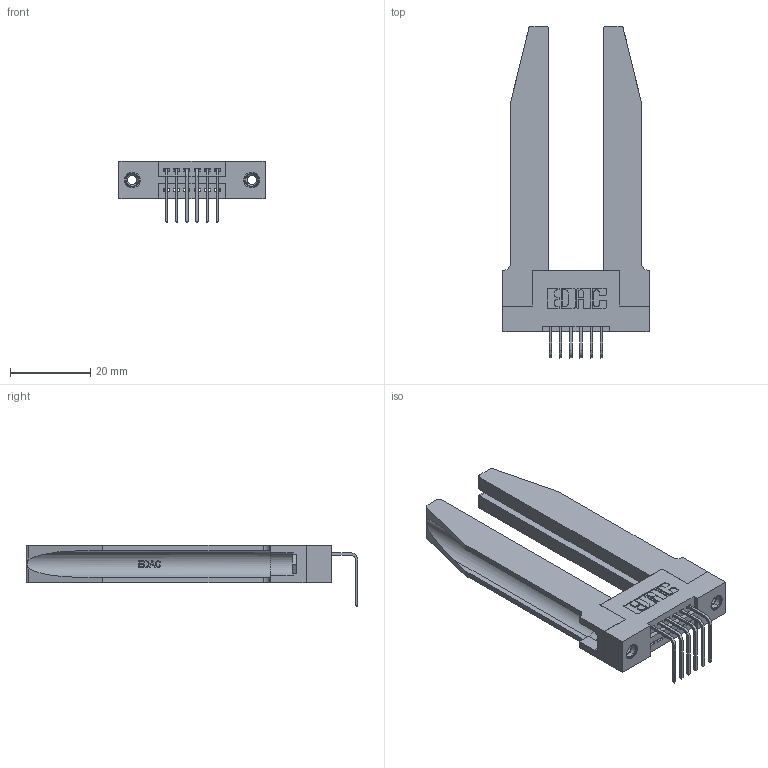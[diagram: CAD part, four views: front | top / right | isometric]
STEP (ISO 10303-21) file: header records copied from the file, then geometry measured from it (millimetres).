
FILE_DESCRIPTION (( 'STEP AP203' ), '1' );
FILE_NAME ('345-006-558-178.STEP', '2019-10-10T10:51:30', ( '' ), ( '' ), 'SwSTEP 2.0', 'SolidWorks 2016', '' );
FILE_SCHEMA (( 'CONFIG_CONTROL_DESIGN' ));
Length unit declared in the file: inch
Products named in the file (5): 345 Part_Flush Mounting Lugs - 0.156 Dia-TH; 345-292-001_558 Tail - 2; 345-250-001_345-250-001-102; 345-220-078_345-220-078; 345-006-558-178
Assembly tree (11 placements, depth 2):
  345-006-558-178
    345 Part_Flush Mounting Lugs - 0.156 Dia-TH
    345-292-001_558 Tail - 2  x6
    345-250-001_345-250-001-102  x2
    345-220-078_345-220-078  x2
Bounding box: 36.47 x 82.79 x 15.37 mm (x, y, z)
Volume: 10960 mm3; surface area: 10712.3 mm2
Topology: 11 solids, 11 shells, 720 faces, 2041 edges, 1342 vertices
Faces by surface type: plane 474, cylinder 194, bspline 36, cone 12, torus 4
Entity records: 14186 total; most frequent: CARTESIAN_POINT 3357, ORIENTED_EDGE 2194, DIRECTION 1991, EDGE_CURVE 1097, LINE 847, VECTOR 847, VERTEX_POINT 724, AXIS2_PLACEMENT_3D 572
